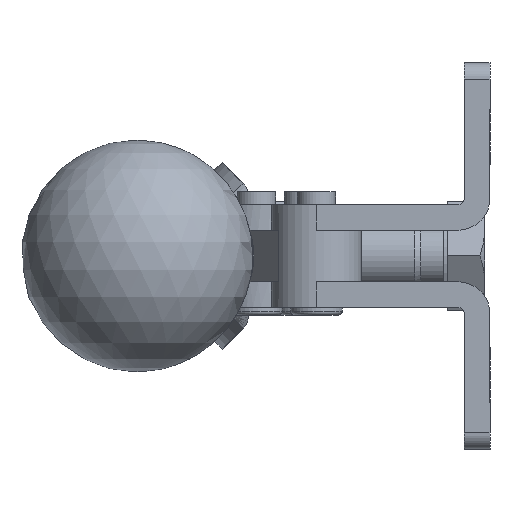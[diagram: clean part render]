
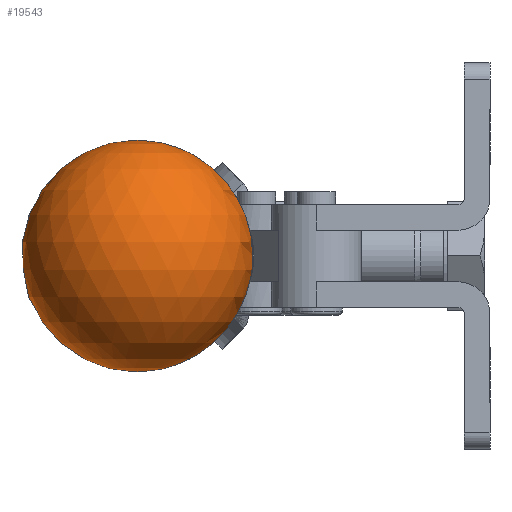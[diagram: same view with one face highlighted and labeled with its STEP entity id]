
A CAD part, left-side view. The second image highlights one B-rep face of the part: STEP entity #19543.
In plain terms, the highlighted spherical face has radius 18 mm.
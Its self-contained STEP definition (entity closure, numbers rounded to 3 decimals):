
#286=SPHERICAL_SURFACE('',#21349,18.);
#2054=FACE_OUTER_BOUND('',#3090,.T.);
#3090=EDGE_LOOP('',(#15274,#15275,#15276,#15277,#15278,#15279,#15280));
#7198=CIRCLE('',#21350,17.93);
#7199=CIRCLE('',#21351,17.93);
#7200=CIRCLE('',#21352,18.);
#7201=CIRCLE('',#21353,17.93);
#7202=CIRCLE('',#21354,18.);
#8920=VERTEX_POINT('',#32116);
#8921=VERTEX_POINT('',#32117);
#8922=VERTEX_POINT('',#32119);
#8923=VERTEX_POINT('',#32121);
#8924=VERTEX_POINT('',#32124);
#11246=EDGE_CURVE('',#8920,#8921,#7198,.F.);
#11247=EDGE_CURVE('',#8922,#8920,#7199,.F.);
#11248=EDGE_CURVE('',#8922,#8923,#7200,.T.);
#11249=EDGE_CURVE('',#8921,#8922,#7201,.F.);
#11250=EDGE_CURVE('',#8924,#8921,#7202,.T.);
#15274=ORIENTED_EDGE('',*,*,#11246,.F.);
#15275=ORIENTED_EDGE('',*,*,#11247,.F.);
#15276=ORIENTED_EDGE('',*,*,#11248,.T.);
#15277=ORIENTED_EDGE('',*,*,#11248,.F.);
#15278=ORIENTED_EDGE('',*,*,#11249,.F.);
#15279=ORIENTED_EDGE('',*,*,#11250,.F.);
#15280=ORIENTED_EDGE('',*,*,#11250,.T.);
#19543=ADVANCED_FACE('',(#2054),#286,.T.);
#21349=AXIS2_PLACEMENT_3D('',#32115,#25282,#25283);
#21350=AXIS2_PLACEMENT_3D('',#32118,#25284,#25285);
#21351=AXIS2_PLACEMENT_3D('',#32120,#25286,#25287);
#21352=AXIS2_PLACEMENT_3D('',#32122,#25288,#25289);
#21353=AXIS2_PLACEMENT_3D('',#32123,#25290,#25291);
#21354=AXIS2_PLACEMENT_3D('',#32125,#25292,#25293);
#25282=DIRECTION('center_axis',(0.,0.,-1.));
#25283=DIRECTION('ref_axis',(-0.996,0.091,0.));
#25284=DIRECTION('center_axis',(-0.996,0.091,0.));
#25285=DIRECTION('ref_axis',(-0.091,-0.996,0.));
#25286=DIRECTION('center_axis',(-0.996,0.091,0.));
#25287=DIRECTION('ref_axis',(-0.091,-0.996,0.));
#25288=DIRECTION('center_axis',(-0.091,-0.996,0.));
#25289=DIRECTION('ref_axis',(0.996,-0.091,0.));
#25290=DIRECTION('center_axis',(-0.996,0.091,0.));
#25291=DIRECTION('ref_axis',(-0.091,-0.996,0.));
#25292=DIRECTION('center_axis',(-0.091,-0.996,0.));
#25293=DIRECTION('ref_axis',(0.996,-0.091,0.));
#32115=CARTESIAN_POINT('Origin',(-111.579,54.872,-8.));
#32116=CARTESIAN_POINT('',(-111.63,36.872,-8.));
#32117=CARTESIAN_POINT('',(-110.001,54.728,-25.931));
#32118=CARTESIAN_POINT('Origin',(-110.001,54.728,-8.));
#32119=CARTESIAN_POINT('',(-110.001,54.728,9.93));
#32120=CARTESIAN_POINT('Origin',(-110.001,54.728,-8.));
#32121=CARTESIAN_POINT('',(-111.579,54.872,10.));
#32122=CARTESIAN_POINT('Origin',(-111.579,54.872,-8.));
#32123=CARTESIAN_POINT('Origin',(-110.001,54.728,-8.));
#32124=CARTESIAN_POINT('',(-111.579,54.872,-26.));
#32125=CARTESIAN_POINT('Origin',(-111.579,54.872,-8.));
